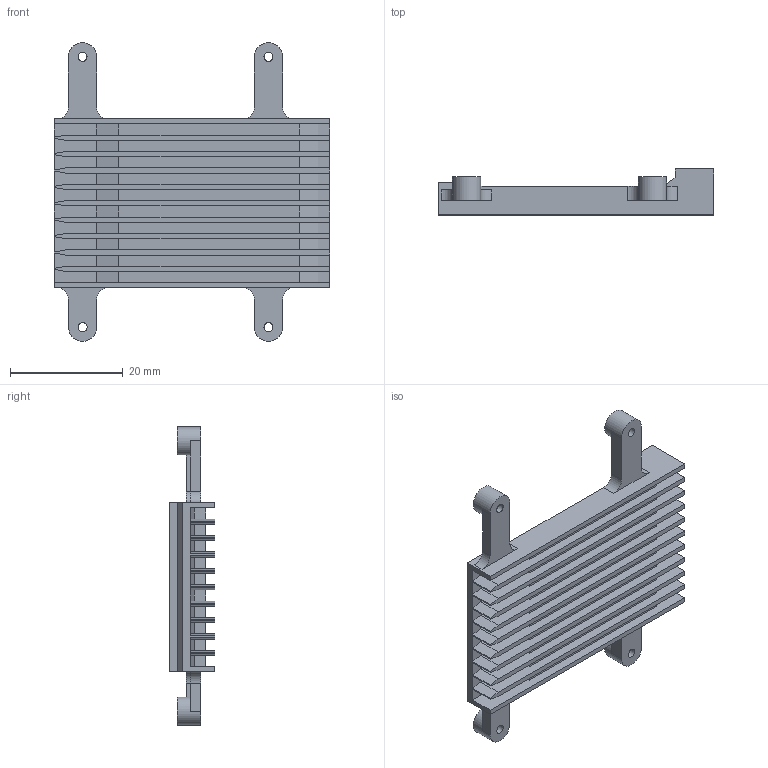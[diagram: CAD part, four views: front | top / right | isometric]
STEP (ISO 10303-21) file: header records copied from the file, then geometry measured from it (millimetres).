
FILE_DESCRIPTION(/* description */ ('','CAx-IF Rec.Pracs.---Representation and Presentation of Product Manufacturing Information (PMI)---4.0---2014-10-13'),/* implementation_level */ '2;1');
FILE_NAME(/* name */ 'RLCM5 Heatsink.step',/* time_stamp */ '2025-01-03T21:39:21+09:00',/* author */ (''),/* organization */ (''),/* preprocessor_version */ 'ST-DEVELOPER v20',/* originating_system */ 'Autodesk Translation Framework v13.20.0.188',/* authorisation */ '');
FILE_SCHEMA (('AP242_MANAGED_MODEL_BASED_3D_ENGINEERING_MIM_LF { 1 0 10303 442 1 1 4 }'));
Length unit declared in the file: millimetre
Products named in the file (1): Heatsink-V2
Bounding box: 48.85 x 8.15 x 53 mm (x, y, z)
Volume: 6276.2 mm3; surface area: 7186.6 mm2
Topology: 1 solids, 1 shells, 163 faces, 477 edges, 318 vertices
Faces by surface type: plane 147, cylinder 16
Full cylindrical faces by diameter (mm): 1.6 x4, 5 x4
Entity records: 5387 total; most frequent: CARTESIAN_POINT 959, ORIENTED_EDGE 954, DIRECTION 845, EDGE_CURVE 477, LINE 437, VECTOR 437, VERTEX_POINT 318, AXIS2_PLACEMENT_3D 204
